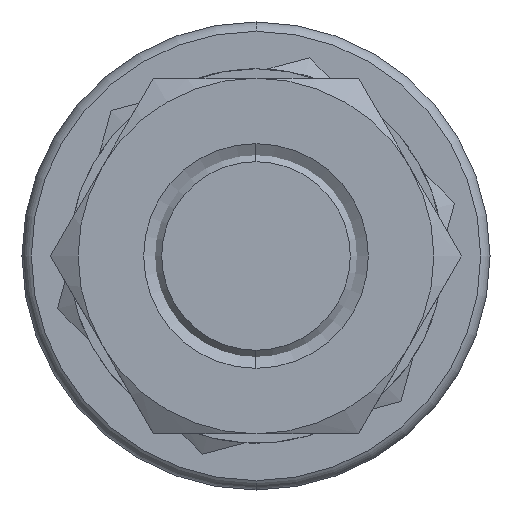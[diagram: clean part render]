
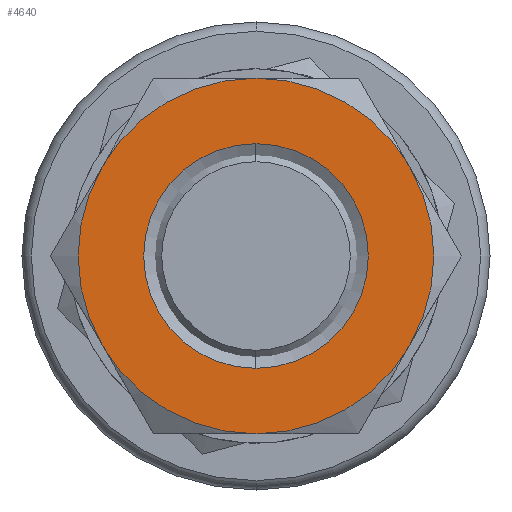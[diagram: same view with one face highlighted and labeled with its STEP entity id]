
A CAD part, left-side view. The second image highlights one B-rep face of the part: STEP entity #4640.
In plain terms, the highlighted planar face has unit normal (-1, 0, 0).
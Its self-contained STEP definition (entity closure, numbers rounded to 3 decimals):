
#29 = CARTESIAN_POINT ( 'NONE',  ( -164.068, 27.292, 4.75 ) ) ;
#177 = CARTESIAN_POINT ( 'NONE',  ( -164.068, 19.064, -6. ) ) ;
#361 = DIRECTION ( 'NONE',  ( 0., 0., 1. ) ) ;
#362 = CIRCLE ( 'NONE', #971, 9.5 ) ;
#483 = EDGE_CURVE ( 'NONE', #4653, #2343, #1938, .T. ) ;
#494 = VERTEX_POINT ( 'NONE', #29 ) ;
#546 = CARTESIAN_POINT ( 'NONE',  ( -164.068, 19.064, 0. ) ) ;
#580 = CIRCLE ( 'NONE', #4523, 9.5 ) ;
#684 = EDGE_LOOP ( 'NONE', ( #3481, #3967, #1549, #4668, #3951, #4579 ) ) ;
#725 = DIRECTION ( 'NONE',  ( 0., 0., 1. ) ) ;
#743 = DIRECTION ( 'NONE',  ( -1., 0., 0. ) ) ;
#773 = CIRCLE ( 'NONE', #4413, 9.5 ) ;
#833 = DIRECTION ( 'NONE',  ( 1., 0., 0. ) ) ;
#971 = AXIS2_PLACEMENT_3D ( 'NONE', #546, #3402, #3110 ) ;
#1013 = EDGE_CURVE ( 'NONE', #2339, #4653, #1297, .T. ) ;
#1032 = AXIS2_PLACEMENT_3D ( 'NONE', #3618, #743, #361 ) ;
#1172 = CARTESIAN_POINT ( 'NONE',  ( -164.068, 10.837, -4.75 ) ) ;
#1297 = CIRCLE ( 'NONE', #3948, 9.5 ) ;
#1318 = CARTESIAN_POINT ( 'NONE',  ( -164.068, 27.292, -4.75 ) ) ;
#1511 = CARTESIAN_POINT ( 'NONE',  ( -164.068, 19.064, 9.5 ) ) ;
#1549 = ORIENTED_EDGE ( 'NONE', *, *, #3867, .F. ) ;
#1577 = EDGE_CURVE ( 'NONE', #3780, #2256, #3249, .T. ) ;
#1627 = VERTEX_POINT ( 'NONE', #1318 ) ;
#1714 = DIRECTION ( 'NONE',  ( 1., 0., 0. ) ) ;
#1747 = CARTESIAN_POINT ( 'NONE',  ( -164.068, 19.064, 0. ) ) ;
#1792 = DIRECTION ( 'NONE',  ( 0., 0., -1. ) ) ;
#1824 = AXIS2_PLACEMENT_3D ( 'NONE', #1747, #3560, #4552 ) ;
#1938 = CIRCLE ( 'NONE', #3214, 9.5 ) ;
#1939 = EDGE_CURVE ( 'NONE', #2256, #3780, #4463, .T. ) ;
#2001 = EDGE_CURVE ( 'NONE', #2343, #1627, #362, .T. ) ;
#2040 = CARTESIAN_POINT ( 'NONE',  ( -164.068, 19.064, 6. ) ) ;
#2045 = DIRECTION ( 'NONE',  ( 1., 0., 0. ) ) ;
#2130 = DIRECTION ( 'NONE',  ( 0., 0., -1. ) ) ;
#2151 = CARTESIAN_POINT ( 'NONE',  ( -164.068, 19.064, -9.5 ) ) ;
#2157 = DIRECTION ( 'NONE',  ( 1., 0., 0. ) ) ;
#2204 = PLANE ( 'NONE',  #1032 ) ;
#2227 = CARTESIAN_POINT ( 'NONE',  ( -164.068, 19.064, 0. ) ) ;
#2256 = VERTEX_POINT ( 'NONE', #177 ) ;
#2339 = VERTEX_POINT ( 'NONE', #3244 ) ;
#2343 = VERTEX_POINT ( 'NONE', #2151 ) ;
#2355 = DIRECTION ( 'NONE',  ( 0., 0., -1. ) ) ;
#2426 = VERTEX_POINT ( 'NONE', #1511 ) ;
#2454 = CARTESIAN_POINT ( 'NONE',  ( -164.068, 19.064, 0. ) ) ;
#2462 = DIRECTION ( 'NONE',  ( 0., 0., -1. ) ) ;
#2470 = DIRECTION ( 'NONE',  ( 0., 0., -1. ) ) ;
#2504 = CARTESIAN_POINT ( 'NONE',  ( -164.068, 19.064, 0. ) ) ;
#2540 = AXIS2_PLACEMENT_3D ( 'NONE', #2227, #2157, #1792 ) ;
#2769 = EDGE_LOOP ( 'NONE', ( #3544, #4165 ) ) ;
#2887 = AXIS2_PLACEMENT_3D ( 'NONE', #2504, #4631, #725 ) ;
#3110 = DIRECTION ( 'NONE',  ( 0., 0., -1. ) ) ;
#3168 = CARTESIAN_POINT ( 'NONE',  ( -164.068, 19.064, 0. ) ) ;
#3214 = AXIS2_PLACEMENT_3D ( 'NONE', #4235, #4282, #2470 ) ;
#3244 = CARTESIAN_POINT ( 'NONE',  ( -164.068, 10.837, 4.75 ) ) ;
#3249 = CIRCLE ( 'NONE', #1824, 6. ) ;
#3402 = DIRECTION ( 'NONE',  ( 1., 0., 0. ) ) ;
#3481 = ORIENTED_EDGE ( 'NONE', *, *, #3537, .F. ) ;
#3537 = EDGE_CURVE ( 'NONE', #2426, #2339, #773, .T. ) ;
#3544 = ORIENTED_EDGE ( 'NONE', *, *, #1577, .T. ) ;
#3560 = DIRECTION ( 'NONE',  ( 1., 0., 0. ) ) ;
#3618 = CARTESIAN_POINT ( 'NONE',  ( -164.068, 19.064, 0. ) ) ;
#3780 = VERTEX_POINT ( 'NONE', #2040 ) ;
#3867 = EDGE_CURVE ( 'NONE', #1627, #494, #3968, .T. ) ;
#3948 = AXIS2_PLACEMENT_3D ( 'NONE', #2454, #1714, #2130 ) ;
#3951 = ORIENTED_EDGE ( 'NONE', *, *, #483, .F. ) ;
#3967 = ORIENTED_EDGE ( 'NONE', *, *, #4179, .F. ) ;
#3968 = CIRCLE ( 'NONE', #2540, 9.5 ) ;
#4027 = FACE_OUTER_BOUND ( 'NONE', #684, .T. ) ;
#4138 = CARTESIAN_POINT ( 'NONE',  ( -164.068, 19.064, 0. ) ) ;
#4165 = ORIENTED_EDGE ( 'NONE', *, *, #1939, .T. ) ;
#4179 = EDGE_CURVE ( 'NONE', #494, #2426, #580, .T. ) ;
#4235 = CARTESIAN_POINT ( 'NONE',  ( -164.068, 19.064, 0. ) ) ;
#4282 = DIRECTION ( 'NONE',  ( 1., 0., 0. ) ) ;
#4413 = AXIS2_PLACEMENT_3D ( 'NONE', #4138, #833, #2355 ) ;
#4428 = FACE_BOUND ( 'NONE', #2769, .T. ) ;
#4463 = CIRCLE ( 'NONE', #2887, 6. ) ;
#4523 = AXIS2_PLACEMENT_3D ( 'NONE', #3168, #2045, #2462 ) ;
#4552 = DIRECTION ( 'NONE',  ( 0., 0., 1. ) ) ;
#4579 = ORIENTED_EDGE ( 'NONE', *, *, #1013, .F. ) ;
#4631 = DIRECTION ( 'NONE',  ( 1., 0., 0. ) ) ;
#4640 = ADVANCED_FACE ( 'NONE', ( #4428, #4027 ), #2204, .T. ) ;
#4653 = VERTEX_POINT ( 'NONE', #1172 ) ;
#4668 = ORIENTED_EDGE ( 'NONE', *, *, #2001, .F. ) ;
